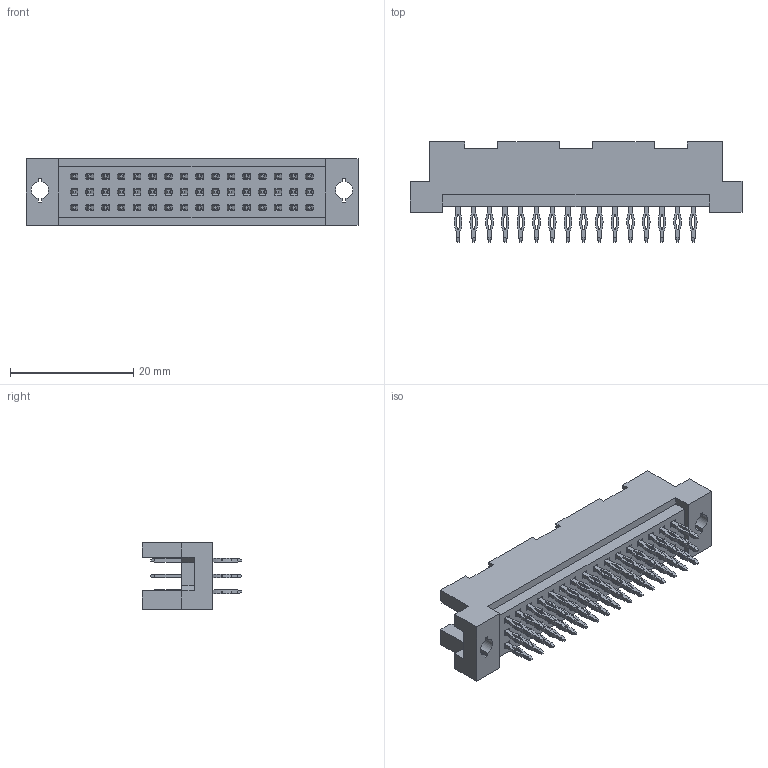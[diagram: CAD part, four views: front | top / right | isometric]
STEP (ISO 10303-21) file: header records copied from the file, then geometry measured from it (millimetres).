
FILE_DESCRIPTION((''),'2;1');
FILE_NAME('FES25423','2024-05-10T',('admin'),(''),'PRO/ENGINEER BY PARAMETRIC TECHNOLOGY CORPORATION, 2010280','PRO/ENGINEER BY PARAMETRIC TECHNOLOGY CORPORATION, 2010280','');
FILE_SCHEMA(('CONFIG_CONTROL_DESIGN'));
Products named in the file (1): FES25423
Bounding box: 53.8 x 16.2 x 10.8 mm (x, y, z)
Volume: 2951 mm3; surface area: 4851.4 mm2
Topology: 1 solids, 1 shells, 2387 faces, 6360 edges, 3981 vertices
Faces by surface type: plane 1891, cylinder 496
Entity records: 73028 total; most frequent: CARTESIAN_POINT 12764, ORIENTED_EDGE 12720, DIRECTION 12110, EDGE_CURVE 6360, VECTOR 5360, LINE 5360, VERTEX_POINT 3981, AXIS2_PLACEMENT_3D 3375
